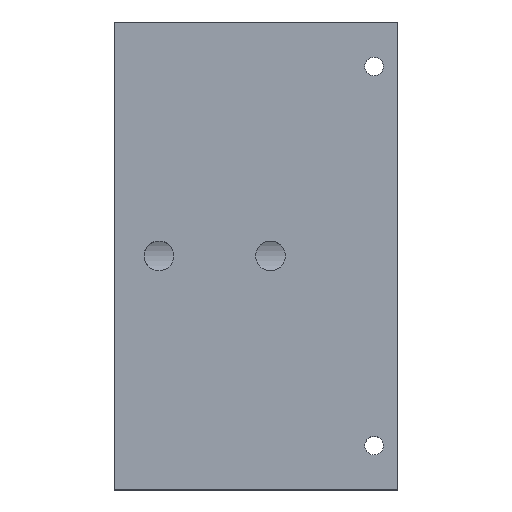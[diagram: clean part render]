
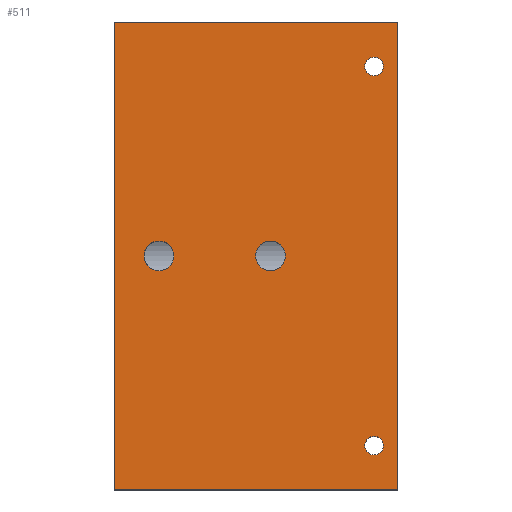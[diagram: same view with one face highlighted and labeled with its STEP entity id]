
A CAD part, top view. The second image highlights one B-rep face of the part: STEP entity #511.
In plain terms, the highlighted planar face has unit normal (0, 0, 1).
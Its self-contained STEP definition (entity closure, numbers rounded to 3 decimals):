
#40=FACE_BOUND('',#126,.T.);
#41=FACE_BOUND('',#127,.T.);
#42=FACE_BOUND('',#128,.T.);
#43=FACE_BOUND('',#129,.T.);
#58=CIRCLE('',#564,2.5);
#59=CIRCLE('',#566,2.5);
#62=CIRCLE('',#571,4.);
#63=CIRCLE('',#573,4.);
#90=FACE_OUTER_BOUND('',#125,.T.);
#125=EDGE_LOOP('',(#461,#462,#463,#464));
#126=EDGE_LOOP('',(#465));
#127=EDGE_LOOP('',(#466));
#128=EDGE_LOOP('',(#467));
#129=EDGE_LOOP('',(#468));
#166=LINE('',#918,#209);
#168=LINE('',#922,#211);
#170=LINE('',#926,#213);
#172=LINE('',#929,#215);
#209=VECTOR('',#703,10.);
#211=VECTOR('',#707,10.);
#213=VECTOR('',#711,10.);
#215=VECTOR('',#715,10.);
#246=VERTEX_POINT('',#809);
#247=VERTEX_POINT('',#813);
#256=VERTEX_POINT('',#907);
#257=VERTEX_POINT('',#911);
#258=VERTEX_POINT('',#915);
#259=VERTEX_POINT('',#917);
#260=VERTEX_POINT('',#921);
#261=VERTEX_POINT('',#925);
#305=EDGE_CURVE('',#246,#246,#58,.T.);
#307=EDGE_CURVE('',#247,#247,#59,.T.);
#319=EDGE_CURVE('',#256,#256,#62,.T.);
#321=EDGE_CURVE('',#257,#257,#63,.T.);
#324=EDGE_CURVE('',#259,#258,#166,.T.);
#326=EDGE_CURVE('',#260,#259,#168,.T.);
#328=EDGE_CURVE('',#261,#260,#170,.T.);
#330=EDGE_CURVE('',#258,#261,#172,.T.);
#461=ORIENTED_EDGE('',*,*,#330,.T.);
#462=ORIENTED_EDGE('',*,*,#328,.T.);
#463=ORIENTED_EDGE('',*,*,#326,.T.);
#464=ORIENTED_EDGE('',*,*,#324,.T.);
#465=ORIENTED_EDGE('',*,*,#305,.T.);
#466=ORIENTED_EDGE('',*,*,#307,.T.);
#467=ORIENTED_EDGE('',*,*,#319,.T.);
#468=ORIENTED_EDGE('',*,*,#321,.T.);
#484=PLANE('',#578);
#511=ADVANCED_FACE('',(#90,#40,#41,#42,#43),#484,.T.);
#564=AXIS2_PLACEMENT_3D('',#811,#674,#675);
#566=AXIS2_PLACEMENT_3D('',#815,#679,#680);
#571=AXIS2_PLACEMENT_3D('',#908,#692,#693);
#573=AXIS2_PLACEMENT_3D('',#912,#697,#698);
#578=AXIS2_PLACEMENT_3D('',#930,#716,#717);
#674=DIRECTION('center_axis',(0.,0.,-1.));
#675=DIRECTION('ref_axis',(1.,0.,0.));
#679=DIRECTION('center_axis',(0.,0.,-1.));
#680=DIRECTION('ref_axis',(1.,0.,0.));
#692=DIRECTION('center_axis',(0.,0.,-1.));
#693=DIRECTION('ref_axis',(-1.,0.,0.));
#697=DIRECTION('center_axis',(0.,0.,-1.));
#698=DIRECTION('ref_axis',(-1.,0.,0.));
#703=DIRECTION('',(0.,-1.,0.));
#707=DIRECTION('',(-1.,0.,0.));
#711=DIRECTION('',(0.,1.,0.));
#715=DIRECTION('',(1.,0.,0.));
#716=DIRECTION('center_axis',(0.,0.,1.));
#717=DIRECTION('ref_axis',(1.,0.,0.));
#809=CARTESIAN_POINT('',(67.365,11.86,38.2));
#811=CARTESIAN_POINT('Origin',(69.865,11.86,38.2));
#813=CARTESIAN_POINT('',(67.365,113.86,38.2));
#815=CARTESIAN_POINT('Origin',(69.865,113.86,38.2));
#907=CARTESIAN_POINT('',(16.,62.9,38.2));
#908=CARTESIAN_POINT('Origin',(12.,62.9,38.2));
#911=CARTESIAN_POINT('',(46.,62.9,38.2));
#912=CARTESIAN_POINT('Origin',(42.,62.9,38.2));
#915=CARTESIAN_POINT('',(0.,0.,38.2));
#917=CARTESIAN_POINT('',(0.,125.8,38.2));
#918=CARTESIAN_POINT('',(0.,125.8,38.2));
#921=CARTESIAN_POINT('',(76.2,125.8,38.2));
#922=CARTESIAN_POINT('',(76.2,125.8,38.2));
#925=CARTESIAN_POINT('',(76.2,0.,38.2));
#926=CARTESIAN_POINT('',(76.2,0.,38.2));
#929=CARTESIAN_POINT('',(0.,0.,38.2));
#930=CARTESIAN_POINT('Origin',(38.1,62.9,38.2));
